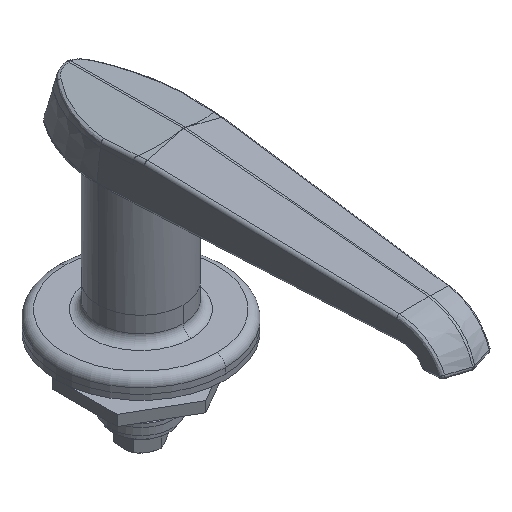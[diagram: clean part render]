
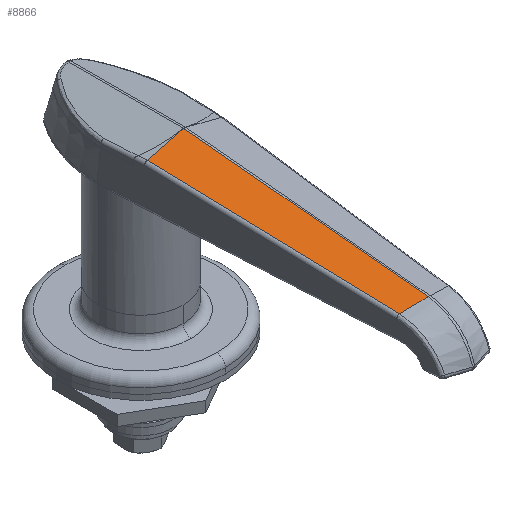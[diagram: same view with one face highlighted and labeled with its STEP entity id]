
A CAD part, isometric view. The second image highlights one B-rep face of the part: STEP entity #8866.
In plain terms, the highlighted planar face has unit normal (-0.259, -0.093, 0.961).
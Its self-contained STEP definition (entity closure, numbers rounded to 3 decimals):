
#50 = CARTESIAN_POINT ( 'NONE',  ( -0.259, -82.007, 8.19 ) ) ;
#664 = EDGE_CURVE ( 'NONE', #4611, #3026, #7277, .T. ) ;
#739 = VERTEX_POINT ( 'NONE', #10186 ) ;
#1014 = CARTESIAN_POINT ( 'NONE',  ( -10.573, -12.363, 12.167 ) ) ;
#1298 = ORIENTED_EDGE ( 'NONE', *, *, #2708, .T. ) ;
#1731 = CARTESIAN_POINT ( 'NONE',  ( -0.259, 17.507, 17.84 ) ) ;
#1861 = CARTESIAN_POINT ( 'NONE',  ( -10.568, -12.363, 12.168 ) ) ;
#1902 = CARTESIAN_POINT ( 'NONE',  ( -4.702, -80.94, 7.098 ) ) ;
#1941 = ORIENTED_EDGE ( 'NONE', *, *, #7174, .T. ) ;
#2475 = EDGE_CURVE ( 'NONE', #3026, #739, #8945, .T. ) ;
#2499 = DIRECTION ( 'NONE',  ( -0.259, -0.093, 0.961 ) ) ;
#2578 = CARTESIAN_POINT ( 'NONE',  ( -10.568, -12.363, 12.168 ) ) ;
#2687 = DIRECTION ( 'NONE',  ( 0., 0.995, 0.097 ) ) ;
#2708 = EDGE_CURVE ( 'NONE', #739, #4707, #5772, .T. ) ;
#2713 = CARTESIAN_POINT ( 'NONE',  ( -6.933, -80.457, 6.544 ) ) ;
#3026 = VERTEX_POINT ( 'NONE', #6969 ) ;
#3413 = CARTESIAN_POINT ( 'NONE',  ( -0.151, -12.498, 14.96 ) ) ;
#4159 = VECTOR ( 'NONE', #9472, 1000. ) ;
#4611 = VERTEX_POINT ( 'NONE', #2578 ) ;
#4707 = VERTEX_POINT ( 'NONE', #50 ) ;
#4783 = FACE_OUTER_BOUND ( 'NONE', #6653, .T. ) ;
#5184 = LINE ( 'NONE', #1731, #10537 ) ;
#5224 = CARTESIAN_POINT ( 'NONE',  ( -0.259, -12.497, 14.931 ) ) ;
#5435 = CARTESIAN_POINT ( 'NONE',  ( -0.259, -82.007, 8.19 ) ) ;
#5579 = VECTOR ( 'NONE', #8794, 1000. ) ;
#5772 = B_SPLINE_CURVE_WITH_KNOTS ( 'NONE', 3,
 ( #2713, #1902, #10813, #5435 ),
 .UNSPECIFIED., .F., .F.,
 ( 4, 4 ),
 ( 0.001, 0.008 ),
 .UNSPECIFIED. ) ;
#5930 = CARTESIAN_POINT ( 'NONE',  ( -12.15, 17.124, 14.602 ) ) ;
#6155 = DIRECTION ( 'NONE',  ( 0.966, 0., 0.26 ) ) ;
#6653 = EDGE_LOOP ( 'NONE', ( #1298, #1941, #8057, #7764, #8180 ) ) ;
#6969 = CARTESIAN_POINT ( 'NONE',  ( -10.573, -12.363, 12.167 ) ) ;
#7174 = EDGE_CURVE ( 'NONE', #4707, #8869, #5184, .T. ) ;
#7277 =( BOUNDED_CURVE ( )  B_SPLINE_CURVE ( 3, ( #1861, #9116, #9080, #1014 ),
 .UNSPECIFIED., .F., .F. ) 
 B_SPLINE_CURVE_WITH_KNOTS ( ( 4, 4 ),
 ( 6.277, 6.282 ),
 .UNSPECIFIED. ) 
 CURVE ( )  GEOMETRIC_REPRESENTATION_ITEM ( )  RATIONAL_B_SPLINE_CURVE ( ( 1., 1., 1., 1. ) ) 
 REPRESENTATION_ITEM ( '' )  );
#7764 = ORIENTED_EDGE ( 'NONE', *, *, #664, .T. ) ;
#7904 = CARTESIAN_POINT ( 'NONE',  ( 0., 17.5, 17.909 ) ) ;
#7930 = AXIS2_PLACEMENT_3D ( 'NONE', #7904, #2499, #6155 ) ;
#8057 = ORIENTED_EDGE ( 'NONE', *, *, #8240, .F. ) ;
#8180 = ORIENTED_EDGE ( 'NONE', *, *, #2475, .T. ) ;
#8240 = EDGE_CURVE ( 'NONE', #4611, #8869, #10822, .T. ) ;
#8794 = DIRECTION ( 'NONE',  ( 0.966, -0.013, 0.259 ) ) ;
#8866 = ADVANCED_FACE ( 'NONE', ( #4783 ), #11464, .T. ) ;
#8869 = VERTEX_POINT ( 'NONE', #5224 ) ;
#8945 = LINE ( 'NONE', #5930, #4159 ) ;
#9080 = CARTESIAN_POINT ( 'NONE',  ( -10.572, -12.363, 12.167 ) ) ;
#9116 = CARTESIAN_POINT ( 'NONE',  ( -10.57, -12.363, 12.168 ) ) ;
#9472 = DIRECTION ( 'NONE',  ( 0.053, -0.995, -0.082 ) ) ;
#10186 = CARTESIAN_POINT ( 'NONE',  ( -6.933, -80.457, 6.544 ) ) ;
#10537 = VECTOR ( 'NONE', #2687, 1000. ) ;
#10813 = CARTESIAN_POINT ( 'NONE',  ( -2.477, -81.458, 7.646 ) ) ;
#10822 = LINE ( 'NONE', #3413, #5579 ) ;
#11464 = PLANE ( 'NONE',  #7930 ) ;
